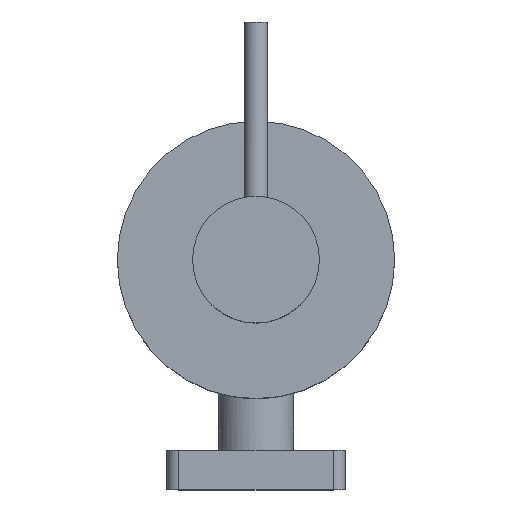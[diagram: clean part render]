
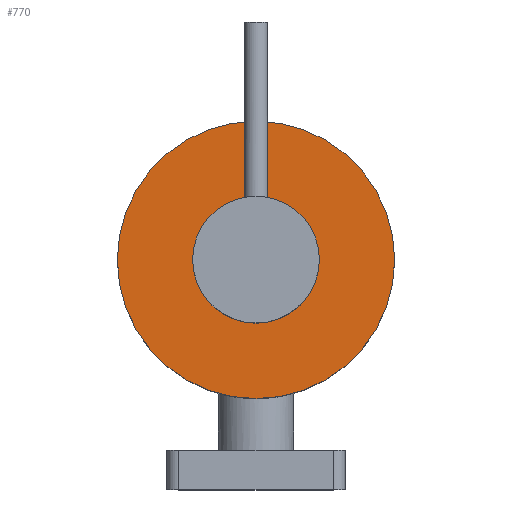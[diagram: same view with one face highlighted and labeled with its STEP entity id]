
A CAD part, top view. The second image highlights one B-rep face of the part: STEP entity #770.
In plain terms, the highlighted planar face has unit normal (0, 0, 1).
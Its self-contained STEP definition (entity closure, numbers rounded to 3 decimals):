
#48=FACE_BOUND('',#184,.T.);
#123=FACE_OUTER_BOUND('',#183,.T.);
#183=EDGE_LOOP('',(#630));
#184=EDGE_LOOP('',(#631));
#224=CIRCLE('',#853,35.);
#234=CIRCLE('',#875,13.75);
#350=VERTEX_POINT('',#1389);
#370=VERTEX_POINT('',#1485);
#433=EDGE_CURVE('',#350,#350,#224,.T.);
#463=EDGE_CURVE('',#370,#370,#234,.T.);
#630=ORIENTED_EDGE('',*,*,#433,.T.);
#631=ORIENTED_EDGE('',*,*,#463,.F.);
#733=PLANE('',#874);
#770=ADVANCED_FACE('',(#123,#48),#733,.T.);
#853=AXIS2_PLACEMENT_3D('',#1390,#995,#996);
#874=AXIS2_PLACEMENT_3D('',#1484,#1055,#1056);
#875=AXIS2_PLACEMENT_3D('',#1486,#1057,#1058);
#995=DIRECTION('center_axis',(0.,0.,1.));
#996=DIRECTION('ref_axis',(-1.,0.,0.));
#1055=DIRECTION('center_axis',(0.,0.,1.));
#1056=DIRECTION('ref_axis',(-1.,0.,0.));
#1057=DIRECTION('center_axis',(0.,0.,1.));
#1058=DIRECTION('ref_axis',(0.,1.,0.));
#1389=CARTESIAN_POINT('',(35.,58.,20.));
#1390=CARTESIAN_POINT('Origin',(0.,58.,20.));
#1484=CARTESIAN_POINT('Origin',(0.,0.,20.));
#1485=CARTESIAN_POINT('',(0.,44.25,20.));
#1486=CARTESIAN_POINT('Origin',(0.,58.,20.));
